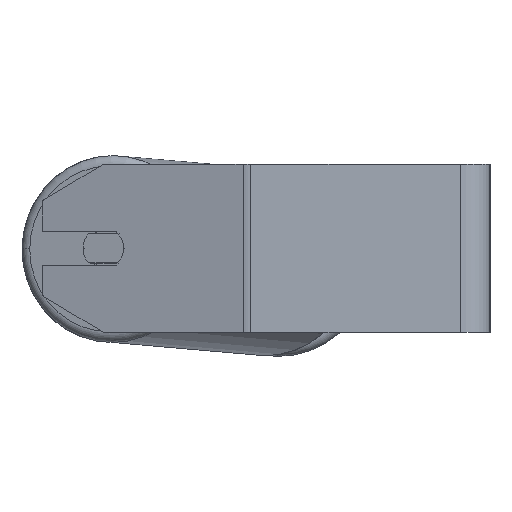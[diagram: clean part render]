
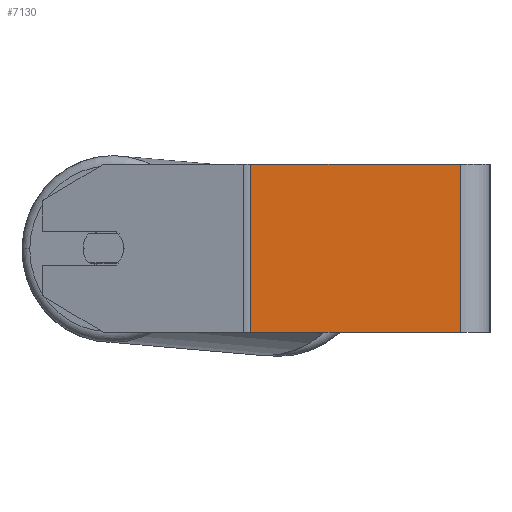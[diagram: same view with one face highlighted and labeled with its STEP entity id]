
A CAD part, left-side view. The second image highlights one B-rep face of the part: STEP entity #7130.
In plain terms, the highlighted planar face has unit normal (-1, 0, 0).
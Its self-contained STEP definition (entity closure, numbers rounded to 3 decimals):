
#263 = VERTEX_POINT ( 'NONE', #553 ) ;
#553 = CARTESIAN_POINT ( 'NONE',  ( -490., 113.97, 40. ) ) ;
#653 = VECTOR ( 'NONE', #2504, 1000. ) ;
#788 = EDGE_CURVE ( 'NONE', #263, #3978, #2568, .T. ) ;
#993 = CARTESIAN_POINT ( 'NONE',  ( -490., 14., -40. ) ) ;
#1058 = EDGE_CURVE ( 'NONE', #3978, #8408, #6490, .T. ) ;
#1543 = CARTESIAN_POINT ( 'NONE',  ( -490., 113.97, -40. ) ) ;
#2504 = DIRECTION ( 'NONE',  ( 0., -1., 0. ) ) ;
#2568 = LINE ( 'NONE', #7978, #7118 ) ;
#3004 = AXIS2_PLACEMENT_3D ( 'NONE', #3264, #4598, #7305 ) ;
#3103 = EDGE_CURVE ( 'NONE', #8522, #8408, #5997, .T. ) ;
#3225 = PLANE ( 'NONE',  #3004 ) ;
#3264 = CARTESIAN_POINT ( 'NONE',  ( -490., 115.813, 40. ) ) ;
#3470 = VECTOR ( 'NONE', #5509, 1000. ) ;
#3608 = EDGE_CURVE ( 'NONE', #263, #8522, #8118, .T. ) ;
#3978 = VERTEX_POINT ( 'NONE', #7396 ) ;
#4598 = DIRECTION ( 'NONE',  ( 1., 0., 0. ) ) ;
#4907 = ORIENTED_EDGE ( 'NONE', *, *, #3103, .T. ) ;
#5170 = FACE_OUTER_BOUND ( 'NONE', #7491, .T. ) ;
#5503 = DIRECTION ( 'NONE',  ( 0., -1., 0. ) ) ;
#5509 = DIRECTION ( 'NONE',  ( 0., 0., -1. ) ) ;
#5997 = LINE ( 'NONE', #8708, #653 ) ;
#6490 = LINE ( 'NONE', #8189, #6984 ) ;
#6687 = ORIENTED_EDGE ( 'NONE', *, *, #1058, .F. ) ;
#6781 = CARTESIAN_POINT ( 'NONE',  ( -490., 113.97, 40. ) ) ;
#6984 = VECTOR ( 'NONE', #7521, 1000. ) ;
#7118 = VECTOR ( 'NONE', #5503, 1000. ) ;
#7130 = ADVANCED_FACE ( 'NONE', ( #5170 ), #3225, .F. ) ;
#7305 = DIRECTION ( 'NONE',  ( 0., 0., -1. ) ) ;
#7396 = CARTESIAN_POINT ( 'NONE',  ( -490., 14., 40. ) ) ;
#7491 = EDGE_LOOP ( 'NONE', ( #4907, #6687, #7765, #8475 ) ) ;
#7521 = DIRECTION ( 'NONE',  ( 0., 0., -1. ) ) ;
#7765 = ORIENTED_EDGE ( 'NONE', *, *, #788, .F. ) ;
#7978 = CARTESIAN_POINT ( 'NONE',  ( -490., 115.813, 40. ) ) ;
#8118 = LINE ( 'NONE', #6781, #3470 ) ;
#8189 = CARTESIAN_POINT ( 'NONE',  ( -490., 14., 40. ) ) ;
#8408 = VERTEX_POINT ( 'NONE', #993 ) ;
#8475 = ORIENTED_EDGE ( 'NONE', *, *, #3608, .T. ) ;
#8522 = VERTEX_POINT ( 'NONE', #1543 ) ;
#8708 = CARTESIAN_POINT ( 'NONE',  ( -490., 115.813, -40. ) ) ;
